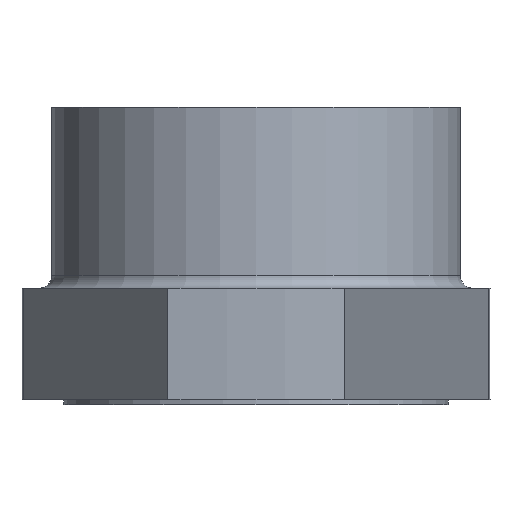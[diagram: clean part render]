
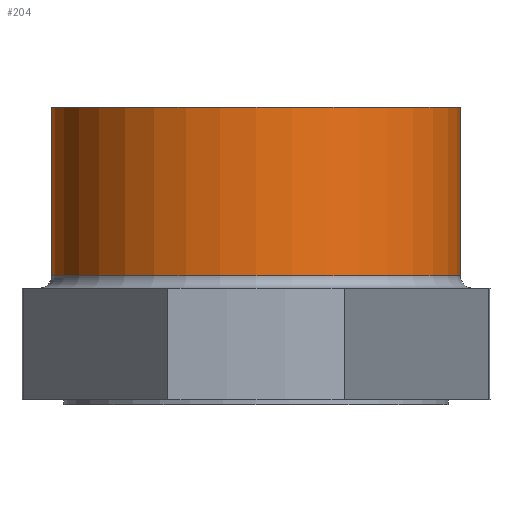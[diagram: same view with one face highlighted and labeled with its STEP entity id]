
A CAD part, front view. The second image highlights one B-rep face of the part: STEP entity #204.
In plain terms, the highlighted cylindrical face has radius 2.095 mm (diameter 4.191 mm), a full revolution.
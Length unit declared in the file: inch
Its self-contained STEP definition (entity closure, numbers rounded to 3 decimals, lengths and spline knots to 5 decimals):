
#16 = AXIS2_PLACEMENT_3D ( 'NONE', #891, #18, #292 ) ;
#18 = DIRECTION ( 'NONE',  ( 0., 0., 1. ) ) ;
#119 = EDGE_CURVE ( 'NONE', #569, #569, #643, .T. ) ;
#128 = CYLINDRICAL_SURFACE ( 'NONE', #395, 0.0825 ) ;
#204 = ADVANCED_FACE ( 'NONE', ( #812, #594 ), #128, .T. ) ;
#240 = EDGE_CURVE ( 'NONE', #373, #373, #571, .T. ) ;
#292 = DIRECTION ( 'NONE',  ( 1., 0., 0. ) ) ;
#326 = DIRECTION ( 'NONE',  ( 0., 0., 1. ) ) ;
#336 = DIRECTION ( 'NONE',  ( 0., 0., 1. ) ) ;
#373 = VERTEX_POINT ( 'NONE', #652 ) ;
#387 = CARTESIAN_POINT ( 'NONE',  ( 0.0825, 0., 0.118 ) ) ;
#395 = AXIS2_PLACEMENT_3D ( 'NONE', #417, #336, #874 ) ;
#407 = EDGE_LOOP ( 'NONE', ( #840 ) ) ;
#417 = CARTESIAN_POINT ( 'NONE',  ( 0., 0., -0.176 ) ) ;
#418 = ORIENTED_EDGE ( 'NONE', *, *, #240, .T. ) ;
#526 = CARTESIAN_POINT ( 'NONE',  ( 0., 0., 0.118 ) ) ;
#569 = VERTEX_POINT ( 'NONE', #387 ) ;
#571 = CIRCLE ( 'NONE', #16, 0.0825 ) ;
#594 = FACE_OUTER_BOUND ( 'NONE', #407, .T. ) ;
#643 = CIRCLE ( 'NONE', #821, 0.0825 ) ;
#652 = CARTESIAN_POINT ( 'NONE',  ( 0.0825, 0., 0.05 ) ) ;
#680 = DIRECTION ( 'NONE',  ( 1., 0., 0. ) ) ;
#727 = EDGE_LOOP ( 'NONE', ( #418 ) ) ;
#812 = FACE_OUTER_BOUND ( 'NONE', #727, .T. ) ;
#821 = AXIS2_PLACEMENT_3D ( 'NONE', #526, #326, #680 ) ;
#840 = ORIENTED_EDGE ( 'NONE', *, *, #119, .F. ) ;
#874 = DIRECTION ( 'NONE',  ( 1., 0., 0. ) ) ;
#891 = CARTESIAN_POINT ( 'NONE',  ( 0., 0., 0.05 ) ) ;
